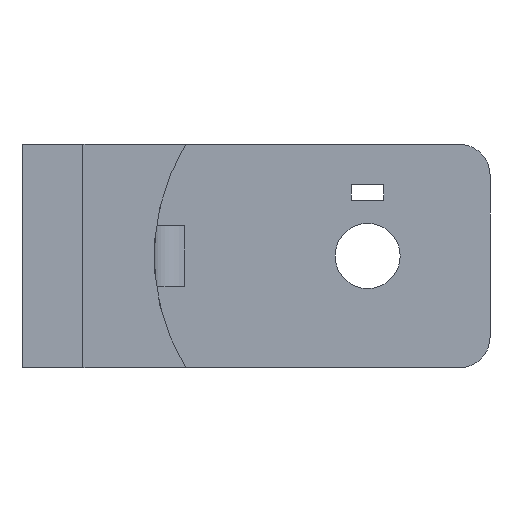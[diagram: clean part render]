
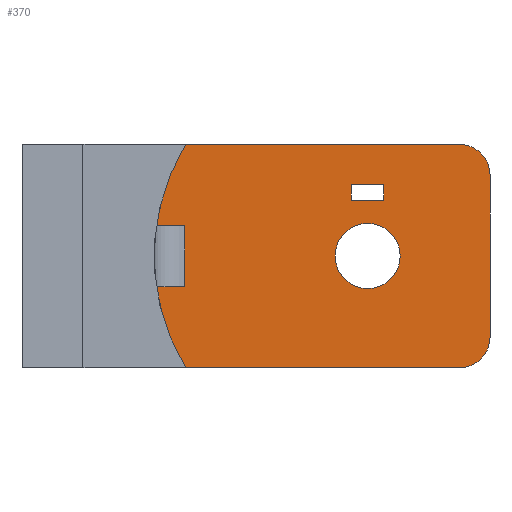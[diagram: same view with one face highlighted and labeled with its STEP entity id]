
A CAD part, front view. The second image highlights one B-rep face of the part: STEP entity #370.
In plain terms, the highlighted planar face has unit normal (0, -1, 0).
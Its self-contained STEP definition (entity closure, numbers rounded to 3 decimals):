
#2 = DIRECTION ( 'NONE',  ( 0., 1., 0. ) ) ;
#3 = ORIENTED_EDGE ( 'NONE', *, *, #487, .F. ) ;
#15 = LINE ( 'NONE', #244, #130 ) ;
#18 = CIRCLE ( 'NONE', #826, 3. ) ;
#22 = CIRCLE ( 'NONE', #401, 3.2 ) ;
#26 = ORIENTED_EDGE ( 'NONE', *, *, #635, .T. ) ;
#28 = CARTESIAN_POINT ( 'NONE',  ( -28., 89., 10.978 ) ) ;
#35 = EDGE_CURVE ( 'NONE', #396, #694, #123, .T. ) ;
#39 = AXIS2_PLACEMENT_3D ( 'NONE', #711, #340, #939 ) ;
#47 = EDGE_CURVE ( 'NONE', #342, #543, #709, .T. ) ;
#59 = DIRECTION ( 'NONE',  ( 1., 0., 0. ) ) ;
#71 = ORIENTED_EDGE ( 'NONE', *, *, #500, .F. ) ;
#73 = ORIENTED_EDGE ( 'NONE', *, *, #460, .T. ) ;
#78 = EDGE_LOOP ( 'NONE', ( #680, #185, #141, #756 ) ) ;
#85 = VECTOR ( 'NONE', #59, 1000. ) ;
#94 = EDGE_CURVE ( 'NONE', #155, #221, #704, .T. ) ;
#105 = CARTESIAN_POINT ( 'NONE',  ( -21., 89., 2.989 ) ) ;
#108 = LINE ( 'NONE', #561, #684 ) ;
#115 = CARTESIAN_POINT ( 'NONE',  ( -1.6, 89., 5.5 ) ) ;
#123 = LINE ( 'NONE', #28, #633 ) ;
#130 = VECTOR ( 'NONE', #549, 1000. ) ;
#134 = CARTESIAN_POINT ( 'NONE',  ( -25., 89., -3.011 ) ) ;
#141 = ORIENTED_EDGE ( 'NONE', *, *, #464, .T. ) ;
#155 = VERTEX_POINT ( 'NONE', #134 ) ;
#157 = LINE ( 'NONE', #842, #654 ) ;
#163 = DIRECTION ( 'NONE',  ( -1., 0., 0. ) ) ;
#185 = ORIENTED_EDGE ( 'NONE', *, *, #957, .T. ) ;
#198 = CARTESIAN_POINT ( 'NONE',  ( -25., 89., 10.978 ) ) ;
#201 = CARTESIAN_POINT ( 'NONE',  ( 12.041, 89., -8. ) ) ;
#208 = LINE ( 'NONE', #956, #85 ) ;
#221 = VERTEX_POINT ( 'NONE', #358 ) ;
#244 = CARTESIAN_POINT ( 'NONE',  ( -1.6, 89., 5.5 ) ) ;
#248 = VERTEX_POINT ( 'NONE', #590 ) ;
#268 = EDGE_CURVE ( 'NONE', #396, #543, #450, .T. ) ;
#270 = CARTESIAN_POINT ( 'NONE',  ( 12.041, 89., -8. ) ) ;
#281 = CARTESIAN_POINT ( 'NONE',  ( 9.041, 89., 7.978 ) ) ;
#286 = DIRECTION ( 'NONE',  ( 0., 0., 1. ) ) ;
#292 = CARTESIAN_POINT ( 'NONE',  ( -25., 89., 2.989 ) ) ;
#305 = AXIS2_PLACEMENT_3D ( 'NONE', #895, #2, #595 ) ;
#308 = VERTEX_POINT ( 'NONE', #270 ) ;
#322 = LINE ( 'NONE', #551, #618 ) ;
#328 = CARTESIAN_POINT ( 'NONE',  ( -25., 89., -11. ) ) ;
#333 = DIRECTION ( 'NONE',  ( -1., 0., 0. ) ) ;
#334 = FACE_BOUND ( 'NONE', #78, .T. ) ;
#340 = DIRECTION ( 'NONE',  ( 0., -1., 0. ) ) ;
#342 = VERTEX_POINT ( 'NONE', #497 ) ;
#348 = CARTESIAN_POINT ( 'NONE',  ( 12.041, 89., 7.978 ) ) ;
#350 = LINE ( 'NONE', #402, #416 ) ;
#357 = CARTESIAN_POINT ( 'NONE',  ( 9.041, 89., -8. ) ) ;
#358 = CARTESIAN_POINT ( 'NONE',  ( -25., 89., -11. ) ) ;
#366 = VECTOR ( 'NONE', #333, 1000. ) ;
#368 = VECTOR ( 'NONE', #506, 1000. ) ;
#370 = ADVANCED_FACE ( 'NONE', ( #334, #931, #648 ), #862, .T. ) ;
#376 = DIRECTION ( 'NONE',  ( -1., 0., 0. ) ) ;
#378 = CARTESIAN_POINT ( 'NONE',  ( -25., 89., 2.989 ) ) ;
#379 = VERTEX_POINT ( 'NONE', #424 ) ;
#382 = VERTEX_POINT ( 'NONE', #115 ) ;
#390 = ORIENTED_EDGE ( 'NONE', *, *, #47, .F. ) ;
#396 = VERTEX_POINT ( 'NONE', #198 ) ;
#401 = AXIS2_PLACEMENT_3D ( 'NONE', #649, #950, #880 ) ;
#402 = CARTESIAN_POINT ( 'NONE',  ( 1.6, 89., 5.5 ) ) ;
#416 = VECTOR ( 'NONE', #702, 1000. ) ;
#418 = DIRECTION ( 'NONE',  ( 1., 0., 0. ) ) ;
#424 = CARTESIAN_POINT ( 'NONE',  ( 1.6, 89., 5.5 ) ) ;
#448 = LINE ( 'NONE', #751, #699 ) ;
#450 = LINE ( 'NONE', #378, #809 ) ;
#454 = EDGE_CURVE ( 'NONE', #382, #881, #108, .T. ) ;
#460 = EDGE_CURVE ( 'NONE', #342, #485, #322, .T. ) ;
#461 = VERTEX_POINT ( 'NONE', #621 ) ;
#464 = EDGE_CURVE ( 'NONE', #584, #379, #350, .T. ) ;
#485 = VERTEX_POINT ( 'NONE', #929 ) ;
#487 = EDGE_CURVE ( 'NONE', #825, #308, #781, .T. ) ;
#490 = ORIENTED_EDGE ( 'NONE', *, *, #720, .F. ) ;
#495 = EDGE_CURVE ( 'NONE', #694, #825, #18, .T. ) ;
#497 = CARTESIAN_POINT ( 'NONE',  ( -18., 89., 2.989 ) ) ;
#498 = CARTESIAN_POINT ( 'NONE',  ( -1.6, 89., 7. ) ) ;
#499 = ORIENTED_EDGE ( 'NONE', *, *, #35, .F. ) ;
#500 = EDGE_CURVE ( 'NONE', #308, #248, #544, .T. ) ;
#506 = DIRECTION ( 'NONE',  ( 0., 0., -1. ) ) ;
#526 = VECTOR ( 'NONE', #943, 1000. ) ;
#539 = ORIENTED_EDGE ( 'NONE', *, *, #495, .F. ) ;
#543 = VERTEX_POINT ( 'NONE', #292 ) ;
#544 = CIRCLE ( 'NONE', #935, 3. ) ;
#545 = CARTESIAN_POINT ( 'NONE',  ( 9.041, 89., 10.978 ) ) ;
#549 = DIRECTION ( 'NONE',  ( -1., 0., 0. ) ) ;
#551 = CARTESIAN_POINT ( 'NONE',  ( -18., 89., -3.011 ) ) ;
#561 = CARTESIAN_POINT ( 'NONE',  ( -1.6, 89., 5.5 ) ) ;
#575 = CIRCLE ( 'NONE', #305, 3.2 ) ;
#584 = VERTEX_POINT ( 'NONE', #740 ) ;
#590 = CARTESIAN_POINT ( 'NONE',  ( 9.041, 89., -11. ) ) ;
#595 = DIRECTION ( 'NONE',  ( 0., 0., 1. ) ) ;
#618 = VECTOR ( 'NONE', #959, 1000. ) ;
#619 = CARTESIAN_POINT ( 'NONE',  ( 0., 89., -3.2 ) ) ;
#621 = CARTESIAN_POINT ( 'NONE',  ( 0., 89., 3.2 ) ) ;
#628 = EDGE_CURVE ( 'NONE', #461, #682, #575, .T. ) ;
#633 = VECTOR ( 'NONE', #418, 1000. ) ;
#635 = EDGE_CURVE ( 'NONE', #485, #155, #448, .T. ) ;
#648 = FACE_OUTER_BOUND ( 'NONE', #772, .T. ) ;
#649 = CARTESIAN_POINT ( 'NONE',  ( 0., 89., 0. ) ) ;
#654 = VECTOR ( 'NONE', #163, 1000. ) ;
#675 = ORIENTED_EDGE ( 'NONE', *, *, #818, .T. ) ;
#678 = DIRECTION ( 'NONE',  ( 0., 0., -1. ) ) ;
#680 = ORIENTED_EDGE ( 'NONE', *, *, #454, .T. ) ;
#682 = VERTEX_POINT ( 'NONE', #619 ) ;
#684 = VECTOR ( 'NONE', #954, 1000. ) ;
#694 = VERTEX_POINT ( 'NONE', #545 ) ;
#699 = VECTOR ( 'NONE', #376, 1000. ) ;
#702 = DIRECTION ( 'NONE',  ( 0., 0., -1. ) ) ;
#704 = LINE ( 'NONE', #328, #526 ) ;
#708 = DIRECTION ( 'NONE',  ( 0., 0., -1. ) ) ;
#709 = LINE ( 'NONE', #105, #366 ) ;
#711 = CARTESIAN_POINT ( 'NONE',  ( 9.041, 89., 7.978 ) ) ;
#720 = EDGE_CURVE ( 'NONE', #248, #221, #157, .T. ) ;
#740 = CARTESIAN_POINT ( 'NONE',  ( 1.6, 89., 7. ) ) ;
#746 = EDGE_CURVE ( 'NONE', #379, #382, #15, .T. ) ;
#751 = CARTESIAN_POINT ( 'NONE',  ( -21., 89., -3.011 ) ) ;
#756 = ORIENTED_EDGE ( 'NONE', *, *, #746, .T. ) ;
#772 = EDGE_LOOP ( 'NONE', ( #499, #977, #390, #73, #26, #869, #490, #71, #3, #539 ) ) ;
#781 = LINE ( 'NONE', #201, #368 ) ;
#784 = EDGE_LOOP ( 'NONE', ( #808, #675 ) ) ;
#803 = DIRECTION ( 'NONE',  ( 0., 1., 0. ) ) ;
#808 = ORIENTED_EDGE ( 'NONE', *, *, #628, .T. ) ;
#809 = VECTOR ( 'NONE', #678, 1000. ) ;
#818 = EDGE_CURVE ( 'NONE', #682, #461, #22, .T. ) ;
#825 = VERTEX_POINT ( 'NONE', #348 ) ;
#826 = AXIS2_PLACEMENT_3D ( 'NONE', #281, #803, #708 ) ;
#842 = CARTESIAN_POINT ( 'NONE',  ( -28., 89., -11. ) ) ;
#862 = PLANE ( 'NONE',  #39 ) ;
#869 = ORIENTED_EDGE ( 'NONE', *, *, #94, .T. ) ;
#880 = DIRECTION ( 'NONE',  ( 0., 0., 1. ) ) ;
#881 = VERTEX_POINT ( 'NONE', #498 ) ;
#886 = DIRECTION ( 'NONE',  ( 0., 1., 0. ) ) ;
#895 = CARTESIAN_POINT ( 'NONE',  ( 0., 89., 0. ) ) ;
#929 = CARTESIAN_POINT ( 'NONE',  ( -18., 89., -3.011 ) ) ;
#931 = FACE_BOUND ( 'NONE', #784, .T. ) ;
#935 = AXIS2_PLACEMENT_3D ( 'NONE', #357, #886, #286 ) ;
#939 = DIRECTION ( 'NONE',  ( 0., 0., -1. ) ) ;
#943 = DIRECTION ( 'NONE',  ( 0., 0., -1. ) ) ;
#950 = DIRECTION ( 'NONE',  ( 0., 1., 0. ) ) ;
#954 = DIRECTION ( 'NONE',  ( 0., 0., 1. ) ) ;
#956 = CARTESIAN_POINT ( 'NONE',  ( -1.6, 89., 7. ) ) ;
#957 = EDGE_CURVE ( 'NONE', #881, #584, #208, .T. ) ;
#959 = DIRECTION ( 'NONE',  ( 0., 0., -1. ) ) ;
#977 = ORIENTED_EDGE ( 'NONE', *, *, #268, .T. ) ;
